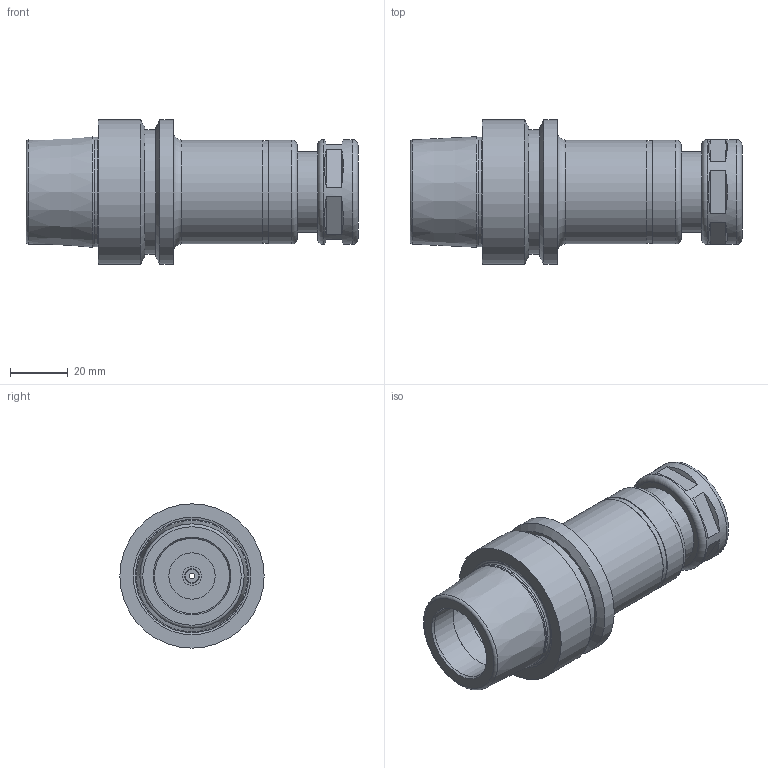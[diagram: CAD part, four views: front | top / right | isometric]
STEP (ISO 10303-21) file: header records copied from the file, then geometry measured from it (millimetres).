
FILE_DESCRIPTION((''),'2;1');
FILE_NAME('536054116090-3D.stp','2022-01-31T15:54:40',('nttooll'),(''),'Autodesk Inventor 2012','Autodesk Inventor 2012','');
FILE_SCHEMA(('AUTOMOTIVE_DESIGN { 1 0 10303 214 1 1 1 1 }'));
Length unit declared in the file: millimetre
Products named in the file (1): 536054116090-3D
Bounding box: 115 x 50 x 50 mm (x, y, z)
Volume: 96842.1 mm3; surface area: 27699.4 mm2
Topology: 1 solids, 1 shells, 93 faces, 159 edges, 99 vertices
Faces by surface type: plane 45, cylinder 27, cone 12, torus 9
Full cylindrical faces by diameter (mm): 2 x1, 4.5 x1, 5 x1, 6.5 x1, 12.8 x1, 13.319 x1, 15.8 x1, 16 x1, 16.4 x1, 17 x1, 17.5 x1, 20 x1, 22.1 x1, 24.5 x1, 26 x2, 28 x2, 32 x1, 35.6 x1, 36 x2, 36.3 x1, 37.9 x1, 43 x1, 50 x2
Entity records: 2002 total; most frequent: DIRECTION 386, CARTESIAN_POINT 304, ORIENTED_EDGE 222, AXIS2_PLACEMENT_3D 181, EDGE_LOOP 174, EDGE_CURVE 111, VERTEX_POINT 99, FACE_OUTER_BOUND 93
